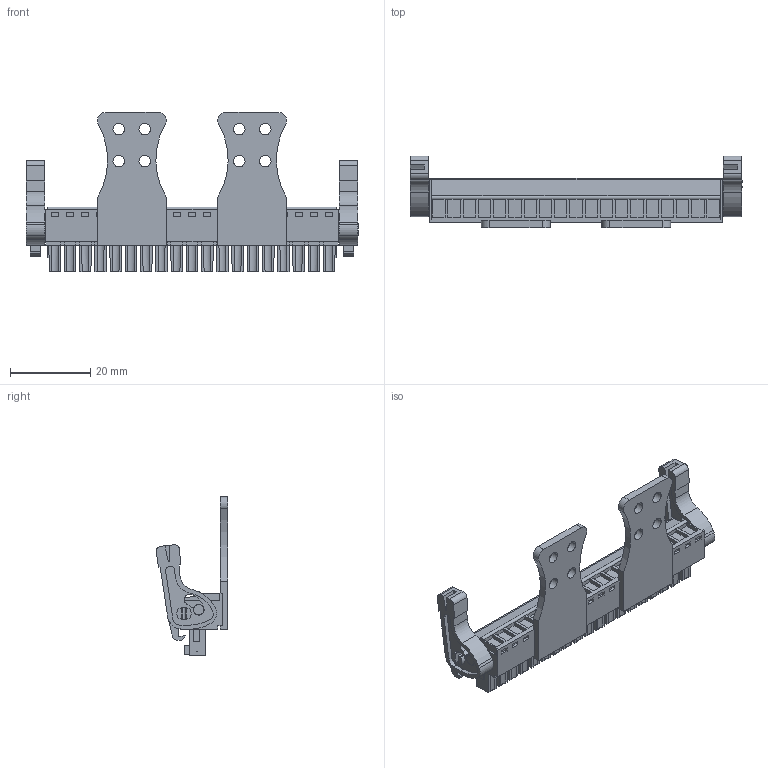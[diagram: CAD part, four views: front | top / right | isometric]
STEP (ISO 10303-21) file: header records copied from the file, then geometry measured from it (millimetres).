
FILE_DESCRIPTION(('CATIA V5R24 STEP','CAx-IF Rec.Pracs.--- Model Styling and Organization---1.2---2011-12-15'),'2;1');
FILE_NAME ('D1462189_0_2442230000_2442230000.stp','2017-10-04T13:58:28+00:00',('none'),('Weidmueller'),'CATIA Version 5-6 Release 2014 SP4 HF52','CATIA V5 STEP AP214','none');
FILE_SCHEMA(('AUTOMOTIVE_DESIGN { 1 0 10303 214 1 1 1 1 }'));
Length unit declared in the file: millimetre
Products named in the file (1): 2442230000
Bounding box: 82.98 x 17.9 x 39.75 mm (x, y, z)
Volume: 10245.1 mm3; surface area: 10874.1 mm2
Topology: 24 solids, 24 shells, 1150 faces, 2973 edges, 1966 vertices
Faces by surface type: plane 887, cylinder 263
Entity records: 33051 total; most frequent: ORIENTED_EDGE 5930, CARTESIAN_POINT 5857, DIRECTION 4297, EDGE_CURVE 2965, VECTOR 2303, LINE 2303, VERTEX_POINT 1964, AXIS2_PLACEMENT_3D 1301
